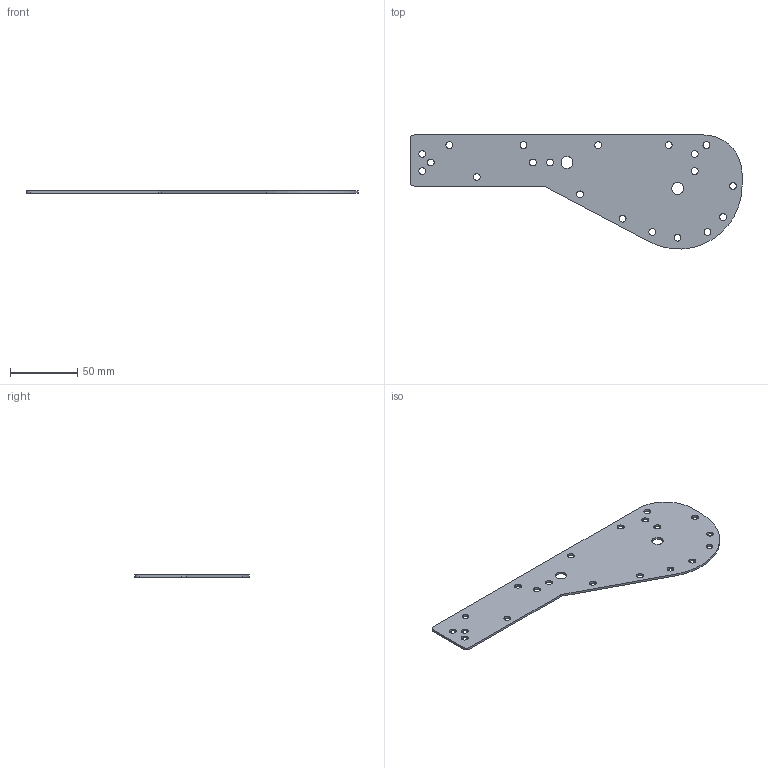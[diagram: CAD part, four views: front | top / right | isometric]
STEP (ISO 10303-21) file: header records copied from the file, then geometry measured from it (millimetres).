
FILE_DESCRIPTION(/* description */ (''),/* implementation_level */ '2;1');
FILE_NAME(/* name */ 'intake sled v5 .stp',/* time_stamp */ '2024-01-02T23:30:07-08:00',/* author */ ('diego'),/* organization */ (''),/* preprocessor_version */ 'ST-DEVELOPER v19.2',/* originating_system */ 'Autodesk Inventor 2023',/* authorisation */ '');
FILE_SCHEMA (('AUTOMOTIVE_DESIGN { 1 0 10303 214 3 1 1 }'));
Length unit declared in the file: inch
Products named in the file (1): intake sled v5 
Bounding box: 247.65 x 85.07 x 1.59 mm (x, y, z)
Volume: 20785.7 mm3; surface area: 27725.8 mm2
Topology: 1 solids, 1 shells, 35 faces, 99 edges, 66 vertices
Faces by surface type: cylinder 27, plane 8
Full cylindrical faces by diameter (mm): 5.08 x19, 8.89 x2
Entity records: 1300 total; most frequent: DIRECTION 225, CARTESIAN_POINT 201, ORIENTED_EDGE 198, EDGE_CURVE 99, AXIS2_PLACEMENT_3D 90, EDGE_LOOP 79, VERTEX_POINT 66, CIRCLE 54
